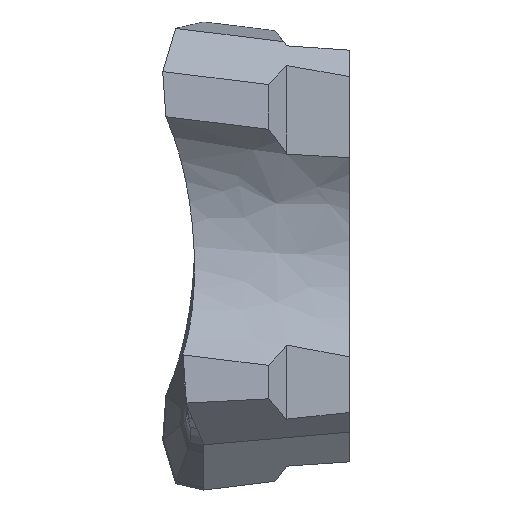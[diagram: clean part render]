
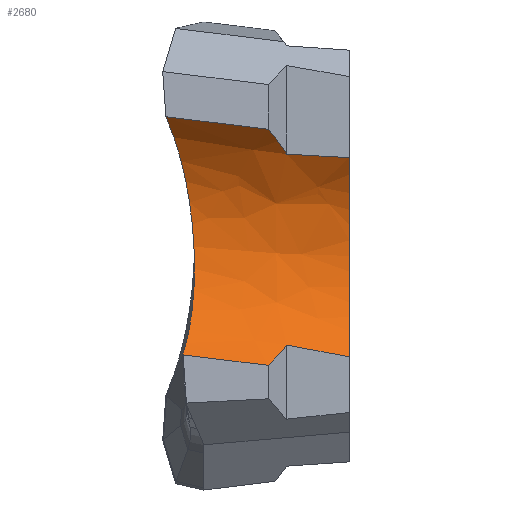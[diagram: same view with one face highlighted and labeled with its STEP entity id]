
A CAD part, left-side view. The second image highlights one B-rep face of the part: STEP entity #2680.
In plain terms, the highlighted free-form (B-spline) face has degree [3, 1] with [4, 2] control points.
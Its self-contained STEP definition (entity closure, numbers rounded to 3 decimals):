
#4 = B_SPLINE_CURVE_WITH_KNOTS ( 'NONE', 3,
 ( #1147, #3373, #1125, #1438 ),
 .UNSPECIFIED., .F., .F.,
 ( 4, 4 ),
 ( 0., 0.001 ),
 .UNSPECIFIED. ) ;
#108 = VERTEX_POINT ( 'NONE', #2176 ) ;
#179 = CARTESIAN_POINT ( 'NONE',  ( -4.598, 1.4, -1.989 ) ) ;
#184 = VERTEX_POINT ( 'NONE', #179 ) ;
#221 = CARTESIAN_POINT ( 'NONE',  ( -5.404, 4.1, 3.113 ) ) ;
#253 = CARTESIAN_POINT ( 'NONE',  ( -5.123, 1.81, 2.832 ) ) ;
#256 = CARTESIAN_POINT ( 'NONE',  ( -4.5, 0., -2.254 ) ) ;
#281 = VERTEX_POINT ( 'NONE', #253 ) ;
#292 = VECTOR ( 'NONE', #989, 1000. ) ;
#308 = CARTESIAN_POINT ( 'NONE',  ( -5.407, 4.125, -2.16 ) ) ;
#316 = CARTESIAN_POINT ( 'NONE',  ( -4.5, 0., 2.198 ) ) ;
#354 = CARTESIAN_POINT ( 'NONE',  ( -4.5, 0., -2.254 ) ) ;
#376 = ORIENTED_EDGE ( 'NONE', *, *, #2958, .T. ) ;
#384 = CARTESIAN_POINT ( 'NONE',  ( -5.359, 3.729, -2.209 ) ) ;
#446 = CARTESIAN_POINT ( 'NONE',  ( -4.537, 3.513, -1.251 ) ) ;
#465 = CARTESIAN_POINT ( 'NONE',  ( -4.245, 3.46, -0.544 ) ) ;
#511 = CARTESIAN_POINT ( 'NONE',  ( -4.598, 1.4, -1.989 ) ) ;
#588 = VERTEX_POINT ( 'NONE', #1724 ) ;
#591 = CARTESIAN_POINT ( 'NONE',  ( -3.689, 4.125, -0.662 ) ) ;
#650 = EDGE_CURVE ( 'NONE', #108, #184, #832, .T. ) ;
#720 = EDGE_CURVE ( 'NONE', #2114, #588, #4, .T. ) ;
#776 = CARTESIAN_POINT ( 'NONE',  ( -5.033, 3.952, 2.787 ) ) ;
#794 = CARTESIAN_POINT ( 'NONE',  ( -4.174, 3.538, 0.982 ) ) ;
#832 = B_SPLINE_CURVE_WITH_KNOTS ( 'NONE', 3,
 ( #2066, #1744, #3910, #2996 ),
 .UNSPECIFIED., .F., .F.,
 ( 4, 4 ),
 ( 0., 0.001 ),
 .UNSPECIFIED. ) ;
#903 = CARTESIAN_POINT ( 'NONE',  ( -3.771, 0., 0.775 ) ) ;
#912 = CARTESIAN_POINT ( 'NONE',  ( -5.407, 4.125, 3.116 ) ) ;
#956 = CARTESIAN_POINT ( 'NONE',  ( -3.182, 0., 1.112 ) ) ;
#989 = DIRECTION ( 'NONE',  ( 0.121, -0.985, -0.121 ) ) ;
#1116 = CARTESIAN_POINT ( 'NONE',  ( -5.404, 4.1, 3.113 ) ) ;
#1125 = CARTESIAN_POINT ( 'NONE',  ( -4.565, 0.933, 2.251 ) ) ;
#1147 = CARTESIAN_POINT ( 'NONE',  ( -4.5, 0., 2.198 ) ) ;
#1164 = EDGE_LOOP ( 'NONE', ( #2519, #376, #2028, #1951, #3508, #1180, #3652, #2779 ) ) ;
#1180 = ORIENTED_EDGE ( 'NONE', *, *, #3155, .F. ) ;
#1202 = B_SPLINE_CURVE_WITH_KNOTS ( 'NONE', 3,
 ( #511, #3074, #3916, #256 ),
 .UNSPECIFIED., .F., .F.,
 ( 4, 4 ),
 ( 0., 0.001 ),
 .UNSPECIFIED. ) ;
#1213 = CARTESIAN_POINT ( 'NONE',  ( -4.5, 0., -2.254 ) ) ;
#1242 = CARTESIAN_POINT ( 'NONE',  ( -4.901, 0., 2.61 ) ) ;
#1258 = VERTEX_POINT ( 'NONE', #354 ) ;
#1318 = CARTESIAN_POINT ( 'NONE',  ( -4.5, 0., 2.198 ) ) ;
#1340 =( BOUNDED_SURFACE ( )  B_SPLINE_SURFACE ( 3, 1, ( 
 ( #308, #2801 ),
 ( #591, #3714 ),
 ( #1510, #956 ),
 ( #912, #1242 ) ),
 .UNSPECIFIED., .F., .F., .F. ) 
 B_SPLINE_SURFACE_WITH_KNOTS ( ( 4, 4 ),
 ( 2, 2 ),
 ( 0., 1. ),
 ( 0., 1. ),
 .UNSPECIFIED. ) 
 GEOMETRIC_REPRESENTATION_ITEM ( )  RATIONAL_B_SPLINE_SURFACE ( (
 ( 1., 1.),
 ( 0.771, 0.771),
 ( 0.771, 0.771),
 ( 1., 1.) ) ) 
 REPRESENTATION_ITEM ( '' )  SURFACE ( )  );
#1398 = VERTEX_POINT ( 'NONE', #2021 ) ;
#1438 = CARTESIAN_POINT ( 'NONE',  ( -4.598, 1.4, 2.277 ) ) ;
#1486 = DIRECTION ( 'NONE',  ( 0.121, -0.985, -0.121 ) ) ;
#1510 = CARTESIAN_POINT ( 'NONE',  ( -3.689, 4.125, 1.618 ) ) ;
#1716 = VERTEX_POINT ( 'NONE', #221 ) ;
#1724 = CARTESIAN_POINT ( 'NONE',  ( -4.598, 1.4, 2.277 ) ) ;
#1736 = EDGE_CURVE ( 'NONE', #1398, #108, #2693, .T. ) ;
#1744 = CARTESIAN_POINT ( 'NONE',  ( -4.936, 1.664, -2.315 ) ) ;
#1781 = EDGE_CURVE ( 'NONE', #184, #1258, #1202, .T. ) ;
#1782 = VECTOR ( 'NONE', #1486, 1000. ) ;
#1787 = B_SPLINE_CURVE_WITH_KNOTS ( 'NONE', 3,
 ( #316, #2459, #2191, #903, #2811, #2150, #3990, #2172, #3705, #1213 ),
 .UNSPECIFIED., .F., .F.,
 ( 4, 2, 2, 2, 4 ),
 ( 0.001, 0.002, 0.003, 0.004, 0.005 ),
 .UNSPECIFIED. ) ;
#1951 = ORIENTED_EDGE ( 'NONE', *, *, #650, .T. ) ;
#1974 = CARTESIAN_POINT ( 'NONE',  ( -4.598, 1.4, 2.277 ) ) ;
#1992 = CARTESIAN_POINT ( 'NONE',  ( -4.673, 3.544, -1.472 ) ) ;
#2021 = CARTESIAN_POINT ( 'NONE',  ( -5.359, 3.729, -2.209 ) ) ;
#2028 = ORIENTED_EDGE ( 'NONE', *, *, #1736, .T. ) ;
#2037 = CARTESIAN_POINT ( 'NONE',  ( -4.721, 3.818, 2.388 ) ) ;
#2066 = CARTESIAN_POINT ( 'NONE',  ( -5.123, 1.81, -2.444 ) ) ;
#2114 = VERTEX_POINT ( 'NONE', #1318 ) ;
#2150 = CARTESIAN_POINT ( 'NONE',  ( -3.701, 0., -0.431 ) ) ;
#2172 = CARTESIAN_POINT ( 'NONE',  ( -4.043, 0., -1.589 ) ) ;
#2176 = CARTESIAN_POINT ( 'NONE',  ( -5.123, 1.81, -2.444 ) ) ;
#2191 = CARTESIAN_POINT ( 'NONE',  ( -4.043, 0., 1.533 ) ) ;
#2366 = CARTESIAN_POINT ( 'NONE',  ( -4.122, 3.469, 0.218 ) ) ;
#2459 = CARTESIAN_POINT ( 'NONE',  ( -4.244, 0., 1.887 ) ) ;
#2519 = ORIENTED_EDGE ( 'NONE', *, *, #3977, .F. ) ;
#2558 = B_SPLINE_CURVE_WITH_KNOTS ( 'NONE', 3,
 ( #1974, #2660, #2614, #3902 ),
 .UNSPECIFIED., .F., .F.,
 ( 4, 4 ),
 ( 0., 0.001 ),
 .UNSPECIFIED. ) ;
#2609 = CARTESIAN_POINT ( 'NONE',  ( -4.323, 3.471, -0.786 ) ) ;
#2614 = CARTESIAN_POINT ( 'NONE',  ( -4.936, 1.664, 2.666 ) ) ;
#2660 = CARTESIAN_POINT ( 'NONE',  ( -4.76, 1.526, 2.482 ) ) ;
#2678 = CARTESIAN_POINT ( 'NONE',  ( -4.387, 3.659, 1.711 ) ) ;
#2680 = ADVANCED_FACE ( 'NONE', ( #3152 ), #1340, .F. ) ;
#2693 = LINE ( 'NONE', #3382, #1782 ) ;
#2776 = LINE ( 'NONE', #3787, #292 ) ;
#2779 = ORIENTED_EDGE ( 'NONE', *, *, #3697, .T. ) ;
#2801 = CARTESIAN_POINT ( 'NONE',  ( -4.901, 0., -2.666 ) ) ;
#2811 = CARTESIAN_POINT ( 'NONE',  ( -3.701, 0., 0.374 ) ) ;
#2958 = EDGE_CURVE ( 'NONE', #1716, #1398, #3350, .T. ) ;
#2959 = CARTESIAN_POINT ( 'NONE',  ( -4.144, 3.459, -0.041 ) ) ;
#2996 = CARTESIAN_POINT ( 'NONE',  ( -4.598, 1.4, -1.989 ) ) ;
#3074 = CARTESIAN_POINT ( 'NONE',  ( -4.565, 0.934, -2.079 ) ) ;
#3152 = FACE_OUTER_BOUND ( 'NONE', #1164, .T. ) ;
#3155 = EDGE_CURVE ( 'NONE', #2114, #1258, #1787, .T. ) ;
#3264 = CARTESIAN_POINT ( 'NONE',  ( -4.986, 3.625, -1.872 ) ) ;
#3270 = CARTESIAN_POINT ( 'NONE',  ( -4.138, 3.509, 0.732 ) ) ;
#3350 = B_SPLINE_CURVE_WITH_KNOTS ( 'NONE', 3,
 ( #1116, #776, #2037, #2678, #3922, #794, #3270, #2366, #2959, #465, #2609, #446, #1992, #3264, #3523, #384 ),
 .UNSPECIFIED., .F., .F.,
 ( 4, 2, 2, 2, 2, 2, 2, 4 ),
 ( 0., 0.002, 0.002, 0.003, 0.004, 0.005, 0.005, 0.006 ),
 .UNSPECIFIED. ) ;
#3373 = CARTESIAN_POINT ( 'NONE',  ( -4.533, 0.467, 2.225 ) ) ;
#3382 = CARTESIAN_POINT ( 'NONE',  ( -5.628, 5.918, -1.94 ) ) ;
#3508 = ORIENTED_EDGE ( 'NONE', *, *, #1781, .T. ) ;
#3523 = CARTESIAN_POINT ( 'NONE',  ( -5.163, 3.673, -2.05 ) ) ;
#3652 = ORIENTED_EDGE ( 'NONE', *, *, #720, .T. ) ;
#3697 = EDGE_CURVE ( 'NONE', #588, #281, #2558, .T. ) ;
#3705 = CARTESIAN_POINT ( 'NONE',  ( -4.245, 0., -1.944 ) ) ;
#3714 = CARTESIAN_POINT ( 'NONE',  ( -3.182, 0., -1.168 ) ) ;
#3787 = CARTESIAN_POINT ( 'NONE',  ( -5.628, 5.918, 3.337 ) ) ;
#3902 = CARTESIAN_POINT ( 'NONE',  ( -5.123, 1.81, 2.832 ) ) ;
#3910 = CARTESIAN_POINT ( 'NONE',  ( -4.76, 1.527, -2.165 ) ) ;
#3916 = CARTESIAN_POINT ( 'NONE',  ( -4.533, 0.467, -2.167 ) ) ;
#3922 = CARTESIAN_POINT ( 'NONE',  ( -4.298, 3.613, 1.471 ) ) ;
#3977 = EDGE_CURVE ( 'NONE', #1716, #281, #2776, .T. ) ;
#3990 = CARTESIAN_POINT ( 'NONE',  ( -3.771, 0., -0.832 ) ) ;
